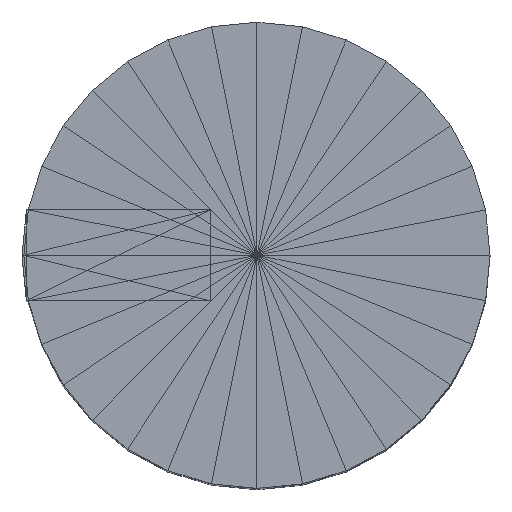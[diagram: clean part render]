
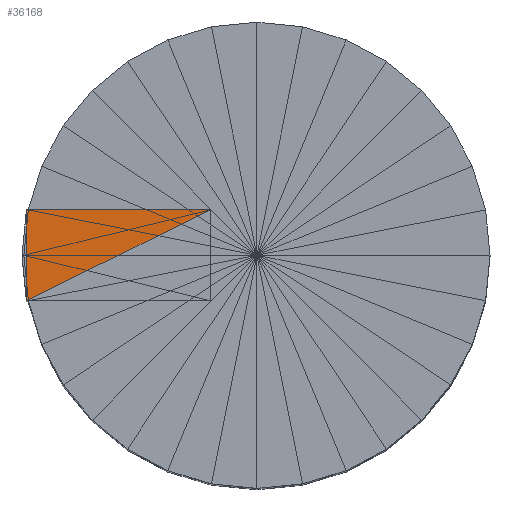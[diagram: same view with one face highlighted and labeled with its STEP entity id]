
A CAD part, top view. The second image highlights one B-rep face of the part: STEP entity #36168.
In plain terms, the highlighted planar face has unit normal (0, 0, 1).
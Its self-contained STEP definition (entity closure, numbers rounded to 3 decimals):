
#36168=ADVANCED_FACE('',(#36169),#36195,.F.);
#36169=FACE_OUTER_BOUND('',#36170,.T.);
#36170=EDGE_LOOP('',(#36171,#36173,#36175));
#36171=ORIENTED_EDGE('',*,*,#36172,.T.);
#36172=EDGE_CURVE('',#36177,#36179,#36181,.T.);
#36173=ORIENTED_EDGE('',*,*,#36174,.T.);
#36174=EDGE_CURVE('',#36179,#36185,#36187,.T.);
#36175=ORIENTED_EDGE('',*,*,#36176,.T.);
#36176=EDGE_CURVE('',#36185,#36177,#36191,.T.);
#36177=VERTEX_POINT('',#36178);
#36178=CARTESIAN_POINT('',(-4.359,0.614,10.77));
#36179=VERTEX_POINT('',#36180);
#36180=CARTESIAN_POINT('',(-1.875,0.614,10.77));
#36181=LINE('',#36182,#36183);
#36182=CARTESIAN_POINT('',(-4.359,0.614,10.77));
#36183=VECTOR('',#36184,1.0);
#36184=DIRECTION('',(-1.0,0.0,0.0));
#36185=VERTEX_POINT('',#36186);
#36186=CARTESIAN_POINT('',(-4.359,-0.614,10.77));
#36187=LINE('',#36188,#36189);
#36188=CARTESIAN_POINT('',(-1.875,0.614,10.77));
#36189=VECTOR('',#36190,1.0);
#36190=DIRECTION('',(0.896,0.443,0.0));
#36191=LINE('',#36192,#36193);
#36192=CARTESIAN_POINT('',(-4.359,-0.614,10.77));
#36193=VECTOR('',#36194,1.0);
#36194=DIRECTION('',(0.0,-1.0,0.0));
#36195=PLANE('',#36196);
#36196=AXIS2_PLACEMENT_3D('',#36197,#36198,#36199);
#36197=CARTESIAN_POINT('',(-1.875,0.614,10.77));
#36198=DIRECTION('',(0.0,0.0,-1.0));
#36199=DIRECTION('',(0.0,1.0,0.0));
